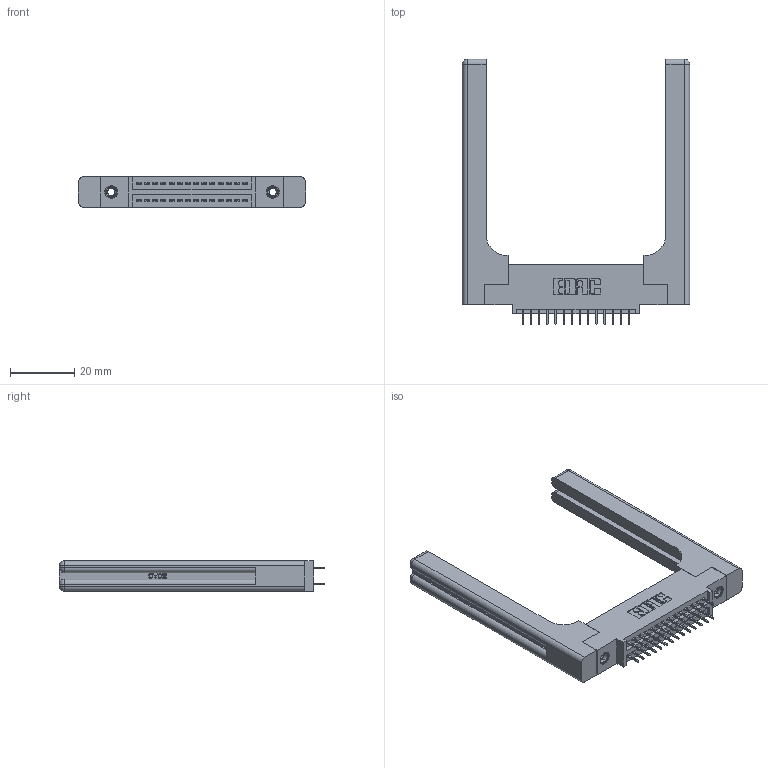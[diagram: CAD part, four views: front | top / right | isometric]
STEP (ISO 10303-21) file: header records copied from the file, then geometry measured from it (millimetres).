
FILE_DESCRIPTION (( 'STEP AP203' ), '1' );
FILE_NAME ('395-028-525-558.STEP', '2020-09-23T17:42:26', ( '' ), ( '' ), 'SwSTEP 2.0', 'SolidWorks 2020', '' );
FILE_SCHEMA (( 'CONFIG_CONTROL_DESIGN' ));
Length unit declared in the file: inch
Products named in the file (5): 345-292-001_345-293-125; 345-250-001_345-250-001-102; 345 Part_0.110 Offset - 0.156 Dia-TH; 395-028-525-558; 345-220-058_345-220-058
Assembly tree (33 placements, depth 2):
  395-028-525-558
    345 Part_0.110 Offset - 0.156 Dia-TH
    345-292-001_345-293-125  x28
    345-250-001_345-250-001-102  x2
    345-220-058_345-220-058  x2
Bounding box: 70.59 x 82.47 x 9.4 mm (x, y, z)
Volume: 14952.6 mm3; surface area: 14045.3 mm2
Topology: 33 solids, 33 shells, 1898 faces, 5303 edges, 3402 vertices
Faces by surface type: plane 1324, cylinder 514, bspline 36, cone 12, sphere 8, torus 4
Entity records: 20142 total; most frequent: CARTESIAN_POINT 4397, ORIENTED_EDGE 3128, DIRECTION 2844, EDGE_CURVE 1564, LINE 1288, VECTOR 1288, VERTEX_POINT 1030, AXIS2_PLACEMENT_3D 778
